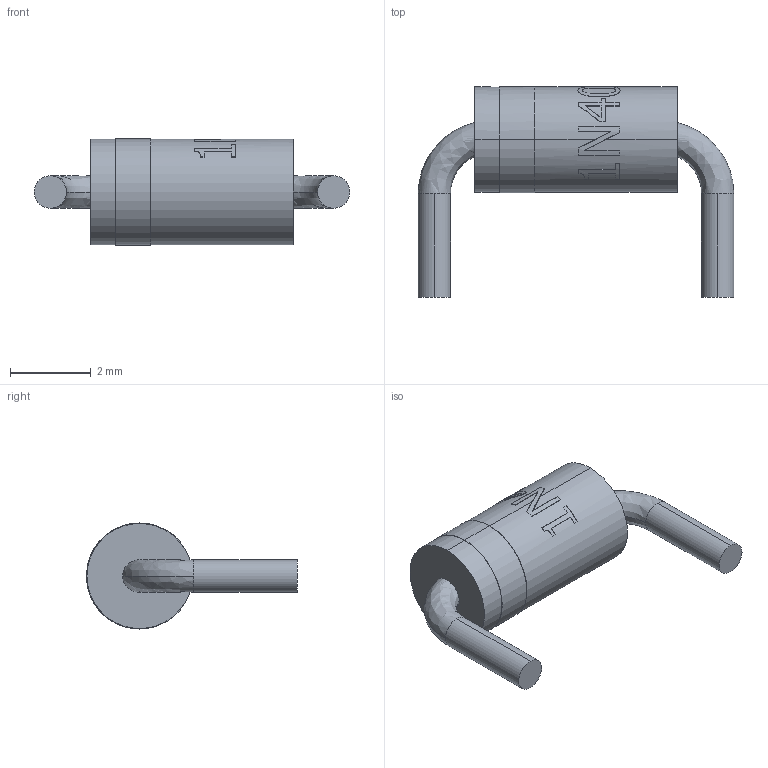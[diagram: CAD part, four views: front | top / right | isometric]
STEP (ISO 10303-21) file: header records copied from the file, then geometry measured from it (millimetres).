
FILE_DESCRIPTION (( 'STEP AP214' ), '1' );
FILE_NAME ('User Library-Diode 1N4001 x7mm (pcb).STEP', '2018-10-31T18:54:19', ( '' ), ( '' ), 'SwSTEP 2.0', 'SolidWorks 2018', '' );
FILE_SCHEMA (( 'AUTOMOTIVE_DESIGN' ));
Length unit declared in the file: millimetre
Products named in the file (1): User Library-Diode 1N4001 x7mm (pcb)
Bounding box: 7.8 x 5.21 x 2.62 mm (x, y, z)
Volume: 31 mm3; surface area: 73.8 mm2
Topology: 1 solids, 1 shells, 95 faces, 245 edges, 163 vertices
Faces by surface type: plane 41, bspline 35, cylinder 19
Entity records: 12246 total; most frequent: CARTESIAN_POINT 9019, ORIENTED_EDGE 490, DIRECTION 365, EDGE_CURVE 245, VERTEX_POINT 163, AXIS2_PLACEMENT_3D 127, LINE 111, VECTOR 111
